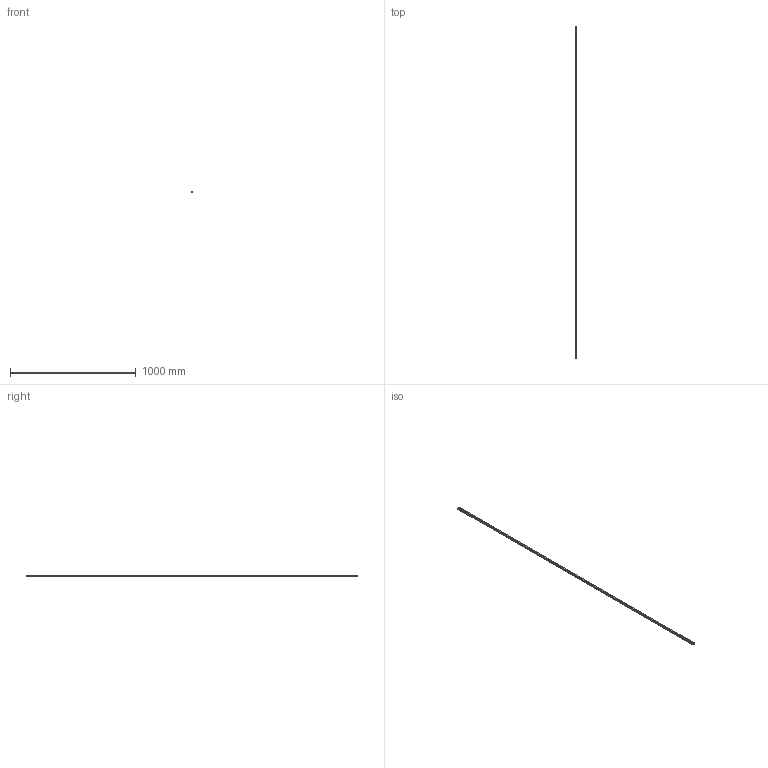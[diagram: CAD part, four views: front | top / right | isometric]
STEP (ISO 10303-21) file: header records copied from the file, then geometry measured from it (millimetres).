
FILE_DESCRIPTION(('STEP AP214'),'1');
FILE_NAME('cctmp_7EC327DE-B5CC-496F-9B2F-1215DB4D078F_2021_01_19_14_01_50_0775..stp','2021-01-19T13:01:50',('HIWIN GmbH'),('CADClick - www.CADClick.com'),'Spatial InterOp 3D',' ','unknown authorization');
FILE_SCHEMA(('AUTOMOTIVE_DESIGN'));
Length unit declared in the file: millimetre
Products named in the file (1): HGR15T2640C_FILE
Bounding box: 15 x 2640 x 15 mm (x, y, z)
Volume: 495560.8 mm3; surface area: 167501.1 mm2
Topology: 1 solids, 1 shells, 291 faces, 767 edges, 438 vertices
Faces by surface type: cylinder 114, plane 89, cone 88
Entity records: 10641 total; most frequent: DIRECTION 1491, CARTESIAN_POINT 1409, ORIENTED_EDGE 1358, EDGE_CURVE 679, AXIS2_PLACEMENT_3D 520, LINE 451, VECTOR 451, VERTEX_POINT 438
